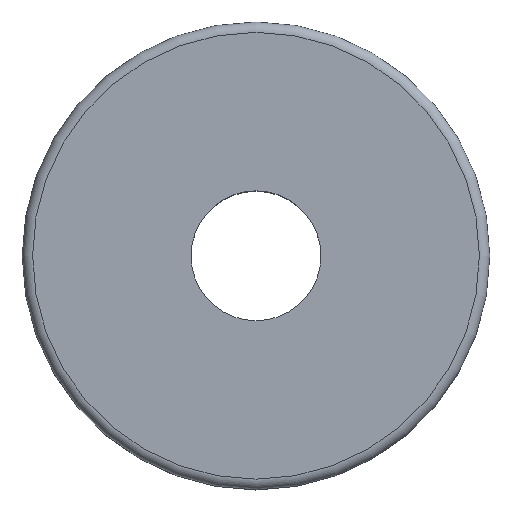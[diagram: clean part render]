
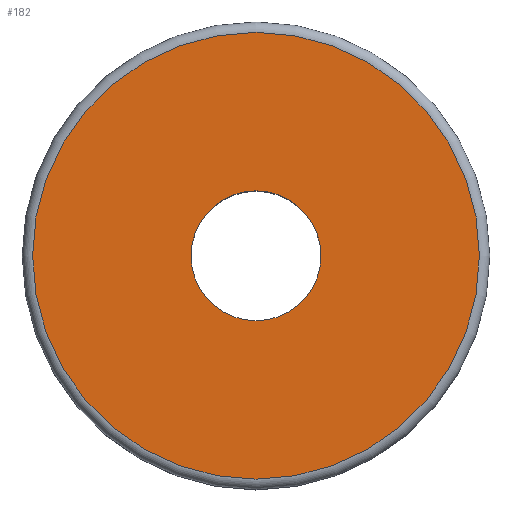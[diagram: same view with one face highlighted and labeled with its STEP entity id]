
A CAD part, top view. The second image highlights one B-rep face of the part: STEP entity #182.
In plain terms, the highlighted planar face has unit normal (0, 0, 1).
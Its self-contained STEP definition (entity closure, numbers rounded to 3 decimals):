
#17=FACE_BOUND('',#57,.T.);
#21=PLANE('',#224);
#42=FACE_OUTER_BOUND('',#56,.T.);
#56=EDGE_LOOP('',(#154));
#57=EDGE_LOOP('',(#155));
#76=CIRCLE('',#220,8.6);
#79=CIRCLE('',#225,2.5);
#93=VERTEX_POINT('',#333);
#96=VERTEX_POINT('',#343);
#113=EDGE_CURVE('',#93,#93,#76,.T.);
#117=EDGE_CURVE('',#96,#96,#79,.T.);
#154=ORIENTED_EDGE('',*,*,#113,.F.);
#155=ORIENTED_EDGE('',*,*,#117,.T.);
#182=ADVANCED_FACE('',(#42,#17),#21,.T.);
#220=AXIS2_PLACEMENT_3D('',#335,#274,#275);
#224=AXIS2_PLACEMENT_3D('',#342,#283,#284);
#225=AXIS2_PLACEMENT_3D('',#344,#285,#286);
#274=DIRECTION('center_axis',(0.,0.,-1.));
#275=DIRECTION('ref_axis',(0.,-1.,0.));
#283=DIRECTION('center_axis',(0.,0.,1.));
#284=DIRECTION('ref_axis',(1.,0.,0.));
#285=DIRECTION('center_axis',(0.,0.,-1.));
#286=DIRECTION('ref_axis',(1.,0.,0.));
#333=CARTESIAN_POINT('',(8.6,0.,10.));
#335=CARTESIAN_POINT('Origin',(0.,0.,10.));
#342=CARTESIAN_POINT('Origin',(0.,9.,10.));
#343=CARTESIAN_POINT('',(0.,-2.5,10.));
#344=CARTESIAN_POINT('Origin',(0.,0.,10.));
